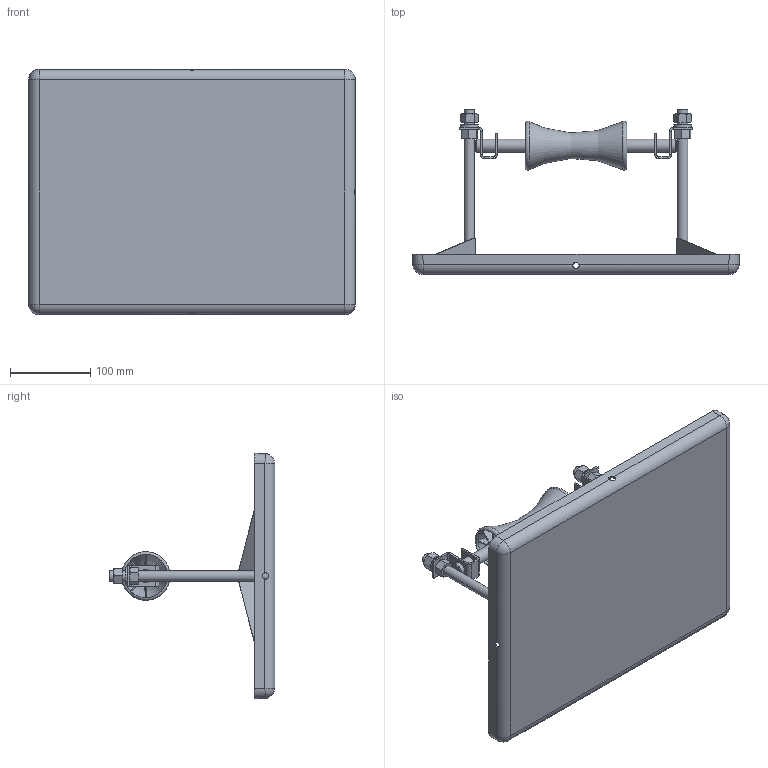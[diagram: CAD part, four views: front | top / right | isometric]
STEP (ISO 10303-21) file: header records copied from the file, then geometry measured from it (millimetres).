
FILE_DESCRIPTION((''),'2;1');
FILE_NAME('6-RAH-7 HDG-SS.stp','2012-11-21T09:51:04',('rdavis'),(''),'Autodesk Inventor 2013','Autodesk Inventor 2013','');
FILE_SCHEMA(('AUTOMOTIVE_DESIGN { 1 0 10303 214 1 1 1 1 }'));
Length unit declared in the file: inch
Products named in the file (9): 6-RAH-7 HDG-SS; Pan HDG 12x16; Hex Nut_AI_HNUT 0; Shaft Bracket; Angle Mount - 6-RAH HDG; all metal and plastic shafts2_.625 X 9.875 shaft; Roller 5; Lock Washer Spring Regular_AI_LW 0; Threaded Rod 0
Assembly tree (15 placements, depth 2):
  6-RAH-7 HDG-SS
    Pan HDG 12x16
    Hex Nut_AI_HNUT 0  x4
    Shaft Bracket  x2
    Angle Mount - 6-RAH HDG  x2
    all metal and plastic shafts2_.625 X 9.875 shaft
    Roller 5
    Lock Washer Spring Regular_AI_LW 0  x2
    Threaded Rod 0  x2
Bounding box: 408.17 x 206.73 x 306.57 mm (x, y, z)
Volume: 525504.3 mm3; surface area: 459898.6 mm2
Topology: 15 solids, 15 shells, 374 faces, 901 edges, 550 vertices
Faces by surface type: plane 193, cone 74, cylinder 64, torus 35, sphere 8
Full cylindrical faces by diameter (mm): 8.001 x4, 10.716 x4, 12.7 x8, 15.875 x1, 16.51 x4, 17.398 x1, 54.127 x2
Entity records: 8241 total; most frequent: CARTESIAN_POINT 2026, DIRECTION 1221, ORIENTED_EDGE 1168, EDGE_CURVE 584, AXIS2_PLACEMENT_3D 488, VERTEX_POINT 377, EDGE_LOOP 269, VECTOR 245
